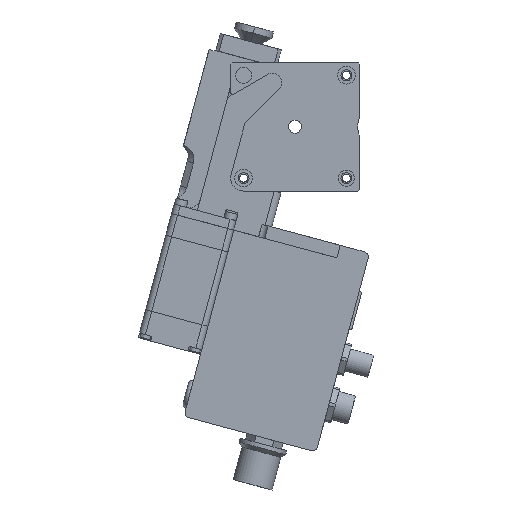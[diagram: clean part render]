
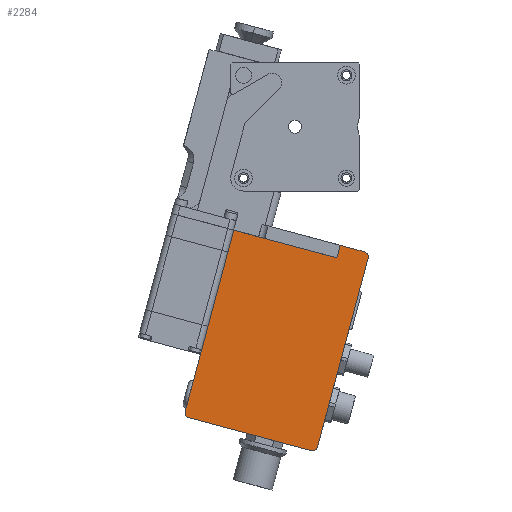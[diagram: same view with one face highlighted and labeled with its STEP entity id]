
A CAD part, front view. The second image highlights one B-rep face of the part: STEP entity #2284.
In plain terms, the highlighted planar face has unit normal (0, -1, 0).
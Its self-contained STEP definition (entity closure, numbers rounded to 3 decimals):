
#32 = CARTESIAN_POINT ( 'NONE',  ( 52.65, -10., 4. ) ) ;
#285 = CARTESIAN_POINT ( 'NONE',  ( 43.25, -10., 0. ) ) ;
#444 = VERTEX_POINT ( 'NONE', #13353 ) ;
#754 = CARTESIAN_POINT ( 'NONE',  ( 50.95, -10., 2.3 ) ) ;
#867 = CARTESIAN_POINT ( 'NONE',  ( 43.25, -10., 4. ) ) ;
#1257 = VECTOR ( 'NONE', #1429, 1000. ) ;
#1266 = VECTOR ( 'NONE', #15806, 1000. ) ;
#1271 = CARTESIAN_POINT ( 'NONE',  ( 10., -10., -60. ) ) ;
#1429 = DIRECTION ( 'NONE',  ( -1., 0., 0. ) ) ;
#1817 = LINE ( 'NONE', #867, #6888 ) ;
#2220 = DIRECTION ( 'NONE',  ( 0., 0., 1. ) ) ;
#2284 = ADVANCED_FACE ( 'NONE', ( #15488 ), #3508, .F. ) ;
#2516 = CARTESIAN_POINT ( 'NONE',  ( 43.25, -10., 0. ) ) ;
#2746 = VERTEX_POINT ( 'NONE', #2516 ) ;
#2929 = VERTEX_POINT ( 'NONE', #5508 ) ;
#2960 = DIRECTION ( 'NONE',  ( 0., 0., 1. ) ) ;
#3508 = PLANE ( 'NONE',  #8567 ) ;
#3625 = VERTEX_POINT ( 'NONE', #14292 ) ;
#3678 = EDGE_CURVE ( 'NONE', #5024, #15897, #5211, .T. ) ;
#3707 = DIRECTION ( 'NONE',  ( 0., 0., 1. ) ) ;
#4095 = EDGE_CURVE ( 'NONE', #13207, #15396, #9136, .T. ) ;
#4554 = CIRCLE ( 'NONE', #8107, 1.7 ) ;
#4624 = EDGE_LOOP ( 'NONE', ( #4754, #10713, #8032, #8746, #5521, #5972, #7112, #9124, #10628 ) ) ;
#4722 = LINE ( 'NONE', #11055, #9915 ) ;
#4754 = ORIENTED_EDGE ( 'NONE', *, *, #3678, .F. ) ;
#5024 = VERTEX_POINT ( 'NONE', #8954 ) ;
#5211 = LINE ( 'NONE', #1271, #13121 ) ;
#5505 = EDGE_CURVE ( 'NONE', #5024, #3625, #14125, .T. ) ;
#5508 = CARTESIAN_POINT ( 'NONE',  ( 50.95, -10., -60. ) ) ;
#5521 = ORIENTED_EDGE ( 'NONE', *, *, #4095, .F. ) ;
#5733 = CARTESIAN_POINT ( 'NONE',  ( 52.65, -10., -58.3 ) ) ;
#5972 = ORIENTED_EDGE ( 'NONE', *, *, #9138, .T. ) ;
#6496 = EDGE_CURVE ( 'NONE', #2929, #3625, #13166, .T. ) ;
#6500 = DIRECTION ( 'NONE',  ( 0., 0., 1. ) ) ;
#6655 = CARTESIAN_POINT ( 'NONE',  ( 52.65, -10., -60. ) ) ;
#6736 = AXIS2_PLACEMENT_3D ( 'NONE', #11507, #15434, #3707 ) ;
#6888 = VECTOR ( 'NONE', #8421, 1000. ) ;
#7112 = ORIENTED_EDGE ( 'NONE', *, *, #11603, .F. ) ;
#7532 = CARTESIAN_POINT ( 'NONE',  ( 0., -10., 0. ) ) ;
#7879 = EDGE_CURVE ( 'NONE', #2929, #15396, #4554, .T. ) ;
#8032 = ORIENTED_EDGE ( 'NONE', *, *, #6496, .F. ) ;
#8107 = AXIS2_PLACEMENT_3D ( 'NONE', #16487, #15032, #16234 ) ;
#8421 = DIRECTION ( 'NONE',  ( 1., 0., 0. ) ) ;
#8567 = AXIS2_PLACEMENT_3D ( 'NONE', #7532, #16775, #2220 ) ;
#8746 = ORIENTED_EDGE ( 'NONE', *, *, #7879, .T. ) ;
#8954 = CARTESIAN_POINT ( 'NONE',  ( 10., -10., -58.3 ) ) ;
#9040 = CIRCLE ( 'NONE', #13690, 1.7 ) ;
#9124 = ORIENTED_EDGE ( 'NONE', *, *, #11084, .F. ) ;
#9136 = LINE ( 'NONE', #32, #1266 ) ;
#9138 = EDGE_CURVE ( 'NONE', #13207, #15095, #9040, .T. ) ;
#9915 = VECTOR ( 'NONE', #16096, 1000. ) ;
#10628 = ORIENTED_EDGE ( 'NONE', *, *, #12016, .F. ) ;
#10713 = ORIENTED_EDGE ( 'NONE', *, *, #5505, .T. ) ;
#10999 = CARTESIAN_POINT ( 'NONE',  ( 52.65, -10., 2.3 ) ) ;
#11055 = CARTESIAN_POINT ( 'NONE',  ( 10., -10., 0. ) ) ;
#11084 = EDGE_CURVE ( 'NONE', #2746, #444, #12050, .T. ) ;
#11140 = DIRECTION ( 'NONE',  ( 0., 0., 1. ) ) ;
#11507 = CARTESIAN_POINT ( 'NONE',  ( 11.7, -10., -58.3 ) ) ;
#11603 = EDGE_CURVE ( 'NONE', #444, #15095, #1817, .T. ) ;
#11654 = CARTESIAN_POINT ( 'NONE',  ( 50.95, -10., 4. ) ) ;
#12016 = EDGE_CURVE ( 'NONE', #15897, #2746, #4722, .T. ) ;
#12050 = LINE ( 'NONE', #285, #14828 ) ;
#12595 = DIRECTION ( 'NONE',  ( 0., -1., 0. ) ) ;
#13121 = VECTOR ( 'NONE', #6500, 1000. ) ;
#13135 = CARTESIAN_POINT ( 'NONE',  ( 10., -10., 0. ) ) ;
#13166 = LINE ( 'NONE', #6655, #1257 ) ;
#13207 = VERTEX_POINT ( 'NONE', #10999 ) ;
#13353 = CARTESIAN_POINT ( 'NONE',  ( 43.25, -10., 4. ) ) ;
#13690 = AXIS2_PLACEMENT_3D ( 'NONE', #754, #12595, #11140 ) ;
#14125 = CIRCLE ( 'NONE', #6736, 1.7 ) ;
#14292 = CARTESIAN_POINT ( 'NONE',  ( 11.7, -10., -60. ) ) ;
#14828 = VECTOR ( 'NONE', #2960, 1000. ) ;
#15032 = DIRECTION ( 'NONE',  ( 0., -1., 0. ) ) ;
#15095 = VERTEX_POINT ( 'NONE', #11654 ) ;
#15396 = VERTEX_POINT ( 'NONE', #5733 ) ;
#15434 = DIRECTION ( 'NONE',  ( 0., -1., 0. ) ) ;
#15488 = FACE_OUTER_BOUND ( 'NONE', #4624, .T. ) ;
#15806 = DIRECTION ( 'NONE',  ( 0., 0., -1. ) ) ;
#15897 = VERTEX_POINT ( 'NONE', #13135 ) ;
#16096 = DIRECTION ( 'NONE',  ( 1., 0., 0. ) ) ;
#16234 = DIRECTION ( 'NONE',  ( 0., 0., 1. ) ) ;
#16487 = CARTESIAN_POINT ( 'NONE',  ( 50.95, -10., -58.3 ) ) ;
#16775 = DIRECTION ( 'NONE',  ( 0., 1., 0. ) ) ;
